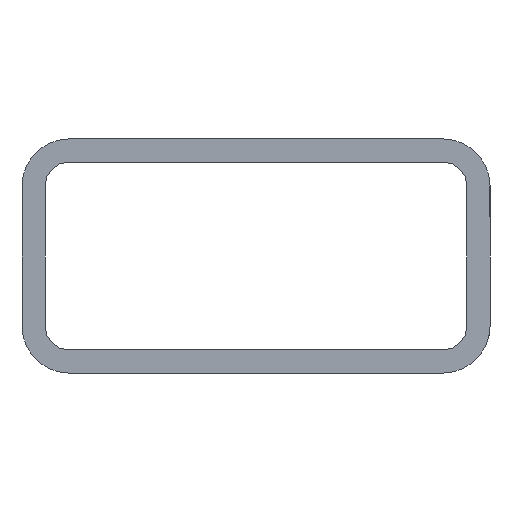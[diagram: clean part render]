
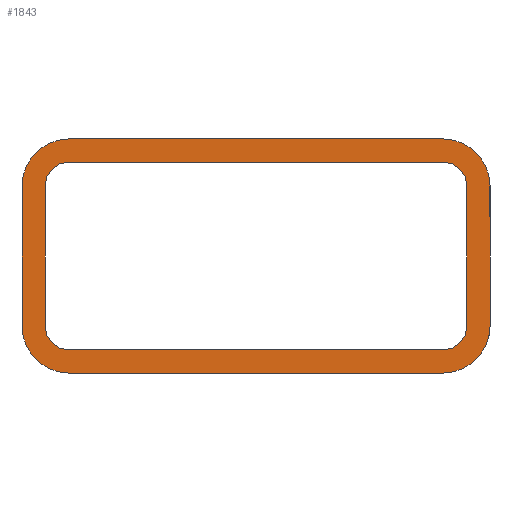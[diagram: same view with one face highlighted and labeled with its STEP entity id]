
A CAD part, front view. The second image highlights one B-rep face of the part: STEP entity #1843.
In plain terms, the highlighted planar face has unit normal (0, -1, 0).
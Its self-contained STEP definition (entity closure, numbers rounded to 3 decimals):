
#137 = DIRECTION ( 'NONE',  ( 0., 0., -1. ) ) ;
#205 = CARTESIAN_POINT ( 'NONE',  ( 46.001, -1889., -40.311 ) ) ;
#208 = ORIENTED_EDGE ( 'NONE', *, *, #7070, .F. ) ;
#209 = ORIENTED_EDGE ( 'NONE', *, *, #355, .T. ) ;
#215 = DIRECTION ( 'NONE',  ( 0., -1., 0. ) ) ;
#233 = DIRECTION ( 'NONE',  ( 0., -1., 0. ) ) ;
#261 = DIRECTION ( 'NONE',  ( 0., 0., -1. ) ) ;
#296 = CARTESIAN_POINT ( 'NONE',  ( 97.037, -1889., -16.311 ) ) ;
#331 = EDGE_CURVE ( 'NONE', #3298, #812, #809, .T. ) ;
#341 = VERTEX_POINT ( 'NONE', #4101 ) ;
#355 = EDGE_CURVE ( 'NONE', #2331, #1001, #7362, .T. ) ;
#373 = ORIENTED_EDGE ( 'NONE', *, *, #7523, .T. ) ;
#468 = CARTESIAN_POINT ( 'NONE',  ( 94.001, -1889., -37.347 ) ) ;
#569 = DIRECTION ( 'NONE',  ( 0., 0., -1. ) ) ;
#579 = CARTESIAN_POINT ( 'NONE',  ( 42.966, -1889., -34.311 ) ) ;
#645 = DIRECTION ( 'NONE',  ( -1., 0., 0. ) ) ;
#764 = AXIS2_PLACEMENT_3D ( 'NONE', #2257, #6645, #6721 ) ;
#809 = CIRCLE ( 'NONE', #5829, 6. ) ;
#812 = VERTEX_POINT ( 'NONE', #2357 ) ;
#888 = CIRCLE ( 'NONE', #7955, 3.036 ) ;
#899 = LINE ( 'NONE', #296, #3302 ) ;
#1001 = VERTEX_POINT ( 'NONE', #6146 ) ;
#1335 = DIRECTION ( 'NONE',  ( 1., 0., 0. ) ) ;
#1468 = VERTEX_POINT ( 'NONE', #3860 ) ;
#1588 = AXIS2_PLACEMENT_3D ( 'NONE', #7295, #3240, #2045 ) ;
#1595 = DIRECTION ( 'NONE',  ( 0., 0., -1. ) ) ;
#1609 = DIRECTION ( 'NONE',  ( 0., 0., -1. ) ) ;
#1771 = EDGE_CURVE ( 'NONE', #5924, #7753, #7756, .T. ) ;
#1801 = VERTEX_POINT ( 'NONE', #579 ) ;
#1843 = ADVANCED_FACE ( 'NONE', ( #3706, #3618 ), #5559, .T. ) ;
#1847 = ORIENTED_EDGE ( 'NONE', *, *, #3256, .T. ) ;
#1976 = CARTESIAN_POINT ( 'NONE',  ( 46.001, -1889., -16.311 ) ) ;
#2013 = CARTESIAN_POINT ( 'NONE',  ( 97.037, -1889., -16.311 ) ) ;
#2045 = DIRECTION ( 'NONE',  ( 0., 0., -1. ) ) ;
#2051 = DIRECTION ( 'NONE',  ( 1., 0., 0. ) ) ;
#2148 = VECTOR ( 'NONE', #2051, 1000. ) ;
#2182 = CARTESIAN_POINT ( 'NONE',  ( 100.001, -1889., -34.311 ) ) ;
#2219 = CARTESIAN_POINT ( 'NONE',  ( 94.001, -1889., -13.275 ) ) ;
#2247 = CARTESIAN_POINT ( 'NONE',  ( 100.001, -1889., -34.311 ) ) ;
#2254 = ORIENTED_EDGE ( 'NONE', *, *, #7125, .F. ) ;
#2257 = CARTESIAN_POINT ( 'NONE',  ( 46.001, -1889., -34.311 ) ) ;
#2331 = VERTEX_POINT ( 'NONE', #3718 ) ;
#2352 = AXIS2_PLACEMENT_3D ( 'NONE', #3006, #6565, #569 ) ;
#2357 = CARTESIAN_POINT ( 'NONE',  ( 46.001, -1889., -40.311 ) ) ;
#2413 = DIRECTION ( 'NONE',  ( 0., -1., 0. ) ) ;
#2544 = LINE ( 'NONE', #4976, #6506 ) ;
#2545 = ORIENTED_EDGE ( 'NONE', *, *, #7187, .F. ) ;
#2568 = CARTESIAN_POINT ( 'NONE',  ( 42.966, -1889., -16.311 ) ) ;
#2712 = CARTESIAN_POINT ( 'NONE',  ( 94.001, -1889., -40.311 ) ) ;
#2844 = LINE ( 'NONE', #7687, #4829 ) ;
#2932 = CARTESIAN_POINT ( 'NONE',  ( 42.966, -1889., -34.311 ) ) ;
#3006 = CARTESIAN_POINT ( 'NONE',  ( 46.001, -1889., -16.311 ) ) ;
#3028 = CARTESIAN_POINT ( 'NONE',  ( 97.037, -1889., -34.311 ) ) ;
#3053 = LINE ( 'NONE', #2932, #7164 ) ;
#3130 = EDGE_CURVE ( 'NONE', #7753, #2331, #2544, .T. ) ;
#3226 = DIRECTION ( 'NONE',  ( 0., -1., 0. ) ) ;
#3240 = DIRECTION ( 'NONE',  ( 0., -1., 0. ) ) ;
#3256 = EDGE_CURVE ( 'NONE', #7856, #5110, #3540, .T. ) ;
#3265 = CARTESIAN_POINT ( 'NONE',  ( 94.001, -1889., -34.311 ) ) ;
#3298 = VERTEX_POINT ( 'NONE', #7017 ) ;
#3302 = VECTOR ( 'NONE', #3378, 1000. ) ;
#3315 = VERTEX_POINT ( 'NONE', #3028 ) ;
#3378 = DIRECTION ( 'NONE',  ( 0., 0., 1. ) ) ;
#3394 = CARTESIAN_POINT ( 'NONE',  ( 94.001, -1889., -34.311 ) ) ;
#3540 = CIRCLE ( 'NONE', #4573, 6. ) ;
#3618 = FACE_OUTER_BOUND ( 'NONE', #7470, .T. ) ;
#3649 = VECTOR ( 'NONE', #6397, 1000. ) ;
#3706 = FACE_BOUND ( 'NONE', #6155, .T. ) ;
#3718 = CARTESIAN_POINT ( 'NONE',  ( 46.001, -1889., -10.311 ) ) ;
#3728 = CARTESIAN_POINT ( 'NONE',  ( 94.001, -1889., -10.311 ) ) ;
#3729 = VERTEX_POINT ( 'NONE', #468 ) ;
#3860 = CARTESIAN_POINT ( 'NONE',  ( 46.001, -1889., -37.347 ) ) ;
#3983 = DIRECTION ( 'NONE',  ( 0., -1., 0. ) ) ;
#4101 = CARTESIAN_POINT ( 'NONE',  ( 94.001, -1889., -13.275 ) ) ;
#4217 = DIRECTION ( 'NONE',  ( 0., 0., -1. ) ) ;
#4285 = ORIENTED_EDGE ( 'NONE', *, *, #6982, .F. ) ;
#4306 = CARTESIAN_POINT ( 'NONE',  ( 94.001, -1889., -37.347 ) ) ;
#4573 = AXIS2_PLACEMENT_3D ( 'NONE', #3394, #233, #1595 ) ;
#4638 = CARTESIAN_POINT ( 'NONE',  ( 100.001, -1889., -16.311 ) ) ;
#4722 = DIRECTION ( 'NONE',  ( -1., 0., 0. ) ) ;
#4736 = ORIENTED_EDGE ( 'NONE', *, *, #6060, .F. ) ;
#4829 = VECTOR ( 'NONE', #1609, 1000. ) ;
#4869 = ORIENTED_EDGE ( 'NONE', *, *, #1771, .T. ) ;
#4887 = DIRECTION ( 'NONE',  ( 0., 0., -1. ) ) ;
#4921 = LINE ( 'NONE', #4306, #5894 ) ;
#4976 = CARTESIAN_POINT ( 'NONE',  ( 46.001, -1889., -10.311 ) ) ;
#5010 = EDGE_CURVE ( 'NONE', #1468, #3729, #4921, .T. ) ;
#5059 = VERTEX_POINT ( 'NONE', #2568 ) ;
#5110 = VERTEX_POINT ( 'NONE', #2182 ) ;
#5158 = VERTEX_POINT ( 'NONE', #2013 ) ;
#5171 = ORIENTED_EDGE ( 'NONE', *, *, #5010, .F. ) ;
#5241 = LINE ( 'NONE', #2219, #7830 ) ;
#5248 = CIRCLE ( 'NONE', #6400, 3.036 ) ;
#5486 = CARTESIAN_POINT ( 'NONE',  ( 46.001, -1889., -16.311 ) ) ;
#5539 = EDGE_CURVE ( 'NONE', #812, #7856, #5753, .T. ) ;
#5559 = PLANE ( 'NONE',  #5961 ) ;
#5686 = DIRECTION ( 'NONE',  ( 0., 0., -1. ) ) ;
#5753 = LINE ( 'NONE', #205, #2148 ) ;
#5829 = AXIS2_PLACEMENT_3D ( 'NONE', #6074, #7891, #4217 ) ;
#5846 = ORIENTED_EDGE ( 'NONE', *, *, #331, .T. ) ;
#5894 = VECTOR ( 'NONE', #1335, 1000. ) ;
#5924 = VERTEX_POINT ( 'NONE', #4638 ) ;
#5961 = AXIS2_PLACEMENT_3D ( 'NONE', #5486, #2413, #4887 ) ;
#5962 = EDGE_CURVE ( 'NONE', #3315, #5158, #899, .T. ) ;
#6035 = CIRCLE ( 'NONE', #6157, 3.036 ) ;
#6050 = VERTEX_POINT ( 'NONE', #6642 ) ;
#6060 = EDGE_CURVE ( 'NONE', #5059, #1801, #3053, .T. ) ;
#6074 = CARTESIAN_POINT ( 'NONE',  ( 46.001, -1889., -34.311 ) ) ;
#6087 = ORIENTED_EDGE ( 'NONE', *, *, #5539, .T. ) ;
#6101 = ORIENTED_EDGE ( 'NONE', *, *, #6594, .F. ) ;
#6146 = CARTESIAN_POINT ( 'NONE',  ( 40.001, -1889., -16.311 ) ) ;
#6155 = EDGE_LOOP ( 'NONE', ( #6101, #5171, #2545, #4736, #4285, #208, #2254, #7711 ) ) ;
#6157 = AXIS2_PLACEMENT_3D ( 'NONE', #7698, #3983, #261 ) ;
#6397 = DIRECTION ( 'NONE',  ( 0., 0., 1. ) ) ;
#6400 = AXIS2_PLACEMENT_3D ( 'NONE', #3265, #3226, #5686 ) ;
#6435 = LINE ( 'NONE', #2247, #3649 ) ;
#6506 = VECTOR ( 'NONE', #645, 1000. ) ;
#6565 = DIRECTION ( 'NONE',  ( 0., -1., 0. ) ) ;
#6594 = EDGE_CURVE ( 'NONE', #3729, #3315, #5248, .T. ) ;
#6642 = CARTESIAN_POINT ( 'NONE',  ( 46.001, -1889., -13.275 ) ) ;
#6645 = DIRECTION ( 'NONE',  ( 0., -1., 0. ) ) ;
#6721 = DIRECTION ( 'NONE',  ( 0., 0., -1. ) ) ;
#6982 = EDGE_CURVE ( 'NONE', #6050, #5059, #888, .T. ) ;
#7017 = CARTESIAN_POINT ( 'NONE',  ( 40.001, -1889., -34.311 ) ) ;
#7070 = EDGE_CURVE ( 'NONE', #341, #6050, #5241, .T. ) ;
#7098 = ORIENTED_EDGE ( 'NONE', *, *, #3130, .T. ) ;
#7125 = EDGE_CURVE ( 'NONE', #5158, #341, #6035, .T. ) ;
#7164 = VECTOR ( 'NONE', #7818, 1000. ) ;
#7187 = EDGE_CURVE ( 'NONE', #1801, #1468, #7565, .T. ) ;
#7295 = CARTESIAN_POINT ( 'NONE',  ( 94.001, -1889., -16.311 ) ) ;
#7362 = CIRCLE ( 'NONE', #2352, 6. ) ;
#7433 = ORIENTED_EDGE ( 'NONE', *, *, #7542, .T. ) ;
#7470 = EDGE_LOOP ( 'NONE', ( #209, #7433, #5846, #6087, #1847, #373, #4869, #7098 ) ) ;
#7523 = EDGE_CURVE ( 'NONE', #5110, #5924, #6435, .T. ) ;
#7542 = EDGE_CURVE ( 'NONE', #1001, #3298, #2844, .T. ) ;
#7565 = CIRCLE ( 'NONE', #764, 3.036 ) ;
#7687 = CARTESIAN_POINT ( 'NONE',  ( 40.001, -1889., -16.311 ) ) ;
#7698 = CARTESIAN_POINT ( 'NONE',  ( 94.001, -1889., -16.311 ) ) ;
#7711 = ORIENTED_EDGE ( 'NONE', *, *, #5962, .F. ) ;
#7753 = VERTEX_POINT ( 'NONE', #3728 ) ;
#7756 = CIRCLE ( 'NONE', #1588, 6. ) ;
#7818 = DIRECTION ( 'NONE',  ( 0., 0., -1. ) ) ;
#7830 = VECTOR ( 'NONE', #4722, 1000. ) ;
#7856 = VERTEX_POINT ( 'NONE', #2712 ) ;
#7891 = DIRECTION ( 'NONE',  ( 0., -1., 0. ) ) ;
#7955 = AXIS2_PLACEMENT_3D ( 'NONE', #1976, #215, #137 ) ;
